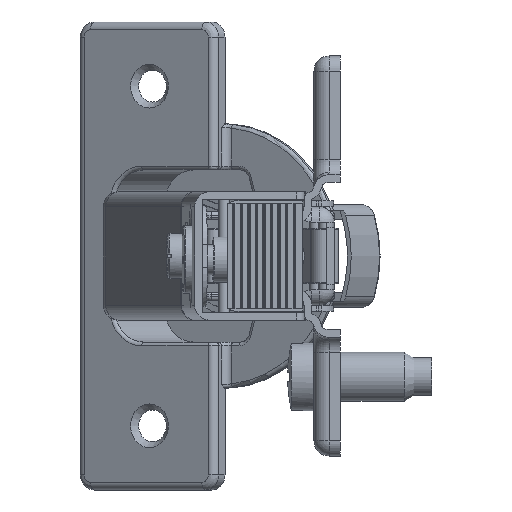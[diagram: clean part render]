
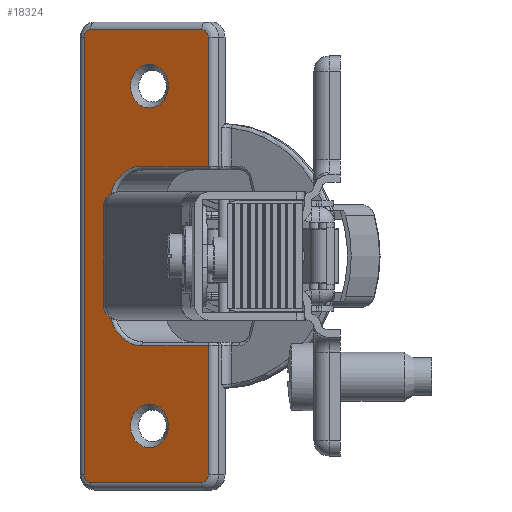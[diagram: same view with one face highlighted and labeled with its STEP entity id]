
A CAD part, left-side view. The second image highlights one B-rep face of the part: STEP entity #18324.
In plain terms, the highlighted face is planar.
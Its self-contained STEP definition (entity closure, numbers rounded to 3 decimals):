
#506=FACE_BOUND('',#6308,.T.);
#507=FACE_BOUND('',#6309,.T.);
#957=PLANE('',#20432);
#2349=LINE('',#32003,#3873);
#2351=LINE('',#32027,#3875);
#2448=LINE('',#32523,#3972);
#2449=LINE('',#32542,#3973);
#2451=LINE('',#32562,#3975);
#2453=LINE('',#32582,#3977);
#2455=LINE('',#32599,#3979);
#3873=VECTOR('',#24684,10.);
#3875=VECTOR('',#24714,10.);
#3972=VECTOR('',#25221,10.);
#3973=VECTOR('',#25232,10.);
#3975=VECTOR('',#25244,10.);
#3977=VECTOR('',#25256,10.);
#3979=VECTOR('',#25266,10.);
#5271=FACE_OUTER_BOUND('',#6307,.T.);
#6307=EDGE_LOOP('',(#16083,#16084,#16085,#16086,#16087,#16088,#16089,#16090,
#16091,#16092,#16093,#16094,#16095,#16096));
#6308=EDGE_LOOP('',(#16097));
#6309=EDGE_LOOP('',(#16098));
#6941=CIRCLE('',#20114,2.9);
#6943=CIRCLE('',#20117,2.9);
#6973=CIRCLE('',#20165,4.9);
#6976=CIRCLE('',#20169,34.9);
#6979=CIRCLE('',#20173,4.9);
#7102=CIRCLE('',#20383,1.);
#7106=CIRCLE('',#20388,1.);
#7110=CIRCLE('',#20393,1.);
#7114=CIRCLE('',#20398,1.);
#8492=VERTEX_POINT('',#31668);
#8494=VERTEX_POINT('',#31674);
#8539=VERTEX_POINT('',#31995);
#8541=VERTEX_POINT('',#32001);
#8543=VERTEX_POINT('',#32007);
#8545=VERTEX_POINT('',#32013);
#8547=VERTEX_POINT('',#32019);
#8549=VERTEX_POINT('',#32025);
#8679=VERTEX_POINT('',#32521);
#8681=VERTEX_POINT('',#32534);
#8683=VERTEX_POINT('',#32540);
#8685=VERTEX_POINT('',#32554);
#8687=VERTEX_POINT('',#32560);
#8689=VERTEX_POINT('',#32574);
#8691=VERTEX_POINT('',#32580);
#8693=VERTEX_POINT('',#32594);
#10877=EDGE_CURVE('',#8492,#8492,#6941,.T.);
#10880=EDGE_CURVE('',#8494,#8494,#6943,.T.);
#10942=EDGE_CURVE('',#8541,#8539,#2349,.T.);
#10945=EDGE_CURVE('',#8543,#8541,#6973,.T.);
#10948=EDGE_CURVE('',#8545,#8543,#6976,.T.);
#10951=EDGE_CURVE('',#8547,#8545,#6979,.T.);
#10954=EDGE_CURVE('',#8549,#8547,#2351,.T.);
#11178=EDGE_CURVE('',#8679,#8549,#2448,.T.);
#11180=EDGE_CURVE('',#8681,#8679,#7102,.T.);
#11183=EDGE_CURVE('',#8683,#8681,#2449,.T.);
#11186=EDGE_CURVE('',#8685,#8683,#7106,.T.);
#11189=EDGE_CURVE('',#8687,#8685,#2451,.T.);
#11192=EDGE_CURVE('',#8689,#8687,#7110,.T.);
#11195=EDGE_CURVE('',#8691,#8689,#2453,.T.);
#11198=EDGE_CURVE('',#8693,#8691,#7114,.T.);
#11200=EDGE_CURVE('',#8539,#8693,#2455,.T.);
#16083=ORIENTED_EDGE('',*,*,#10954,.F.);
#16084=ORIENTED_EDGE('',*,*,#11178,.F.);
#16085=ORIENTED_EDGE('',*,*,#11180,.F.);
#16086=ORIENTED_EDGE('',*,*,#11183,.F.);
#16087=ORIENTED_EDGE('',*,*,#11186,.F.);
#16088=ORIENTED_EDGE('',*,*,#11189,.F.);
#16089=ORIENTED_EDGE('',*,*,#11192,.F.);
#16090=ORIENTED_EDGE('',*,*,#11195,.F.);
#16091=ORIENTED_EDGE('',*,*,#11198,.F.);
#16092=ORIENTED_EDGE('',*,*,#11200,.F.);
#16093=ORIENTED_EDGE('',*,*,#10942,.F.);
#16094=ORIENTED_EDGE('',*,*,#10945,.F.);
#16095=ORIENTED_EDGE('',*,*,#10948,.F.);
#16096=ORIENTED_EDGE('',*,*,#10951,.F.);
#16097=ORIENTED_EDGE('',*,*,#10877,.T.);
#16098=ORIENTED_EDGE('',*,*,#10880,.T.);
#18324=ADVANCED_FACE('',(#5271,#506,#507),#957,.F.);
#20114=AXIS2_PLACEMENT_3D('',#31670,#24570,#24571);
#20117=AXIS2_PLACEMENT_3D('',#31676,#24577,#24578);
#20165=AXIS2_PLACEMENT_3D('',#32009,#24690,#24691);
#20169=AXIS2_PLACEMENT_3D('',#32015,#24698,#24699);
#20173=AXIS2_PLACEMENT_3D('',#32021,#24706,#24707);
#20383=AXIS2_PLACEMENT_3D('',#32536,#25224,#25225);
#20388=AXIS2_PLACEMENT_3D('',#32556,#25236,#25237);
#20393=AXIS2_PLACEMENT_3D('',#32576,#25248,#25249);
#20398=AXIS2_PLACEMENT_3D('',#32596,#25260,#25261);
#20432=AXIS2_PLACEMENT_3D('',#32680,#25357,#25358);
#24570=DIRECTION('center_axis',(-0.104,-0.995,0.));
#24571=DIRECTION('ref_axis',(0.995,-0.104,0.));
#24577=DIRECTION('center_axis',(-0.104,-0.995,0.));
#24578=DIRECTION('ref_axis',(0.995,-0.104,0.));
#24684=DIRECTION('',(-0.995,0.104,0.));
#24690=DIRECTION('center_axis',(0.104,0.995,0.));
#24691=DIRECTION('ref_axis',(0.616,-0.064,-0.785));
#24698=DIRECTION('center_axis',(0.104,0.995,0.));
#24699=DIRECTION('ref_axis',(0.995,-0.104,0.));
#24706=DIRECTION('center_axis',(0.104,0.995,0.));
#24707=DIRECTION('ref_axis',(0.616,-0.064,0.785));
#24714=DIRECTION('',(0.995,-0.104,0.));
#25221=DIRECTION('',(0.,0.,-1.));
#25224=DIRECTION('center_axis',(-0.104,-0.995,0.));
#25225=DIRECTION('ref_axis',(-0.703,0.073,0.707));
#25232=DIRECTION('',(-0.995,0.104,0.));
#25236=DIRECTION('center_axis',(-0.104,-0.995,0.));
#25237=DIRECTION('ref_axis',(0.703,-0.073,0.707));
#25244=DIRECTION('',(0.,0.,1.));
#25248=DIRECTION('center_axis',(-0.104,-0.995,0.));
#25249=DIRECTION('ref_axis',(0.703,-0.073,-0.707));
#25256=DIRECTION('',(0.995,-0.104,0.));
#25260=DIRECTION('center_axis',(-0.104,-0.995,0.));
#25261=DIRECTION('ref_axis',(-0.703,0.073,-0.707));
#25266=DIRECTION('',(0.,0.,-1.));
#25357=DIRECTION('center_axis',(-0.104,-0.995,0.));
#25358=DIRECTION('ref_axis',(0.,0.,-1.));
#31668=CARTESIAN_POINT('',(123.932,-18.515,-22.5));
#31670=CARTESIAN_POINT('Origin',(126.816,-18.816,-22.5));
#31674=CARTESIAN_POINT('',(123.932,-18.515,22.5));
#31676=CARTESIAN_POINT('Origin',(126.816,-18.816,22.5));
#31995=CARTESIAN_POINT('',(117.865,-17.881,-11.9));
#32001=CARTESIAN_POINT('',(127.982,-18.938,-11.9));
#32003=CARTESIAN_POINT('',(121.659,-18.277,-11.9));
#32007=CARTESIAN_POINT('',(132.721,-19.433,-8.143));
#32009=CARTESIAN_POINT('Origin',(127.982,-18.938,-7.));
#32013=CARTESIAN_POINT('',(132.721,-19.433,8.143));
#32015=CARTESIAN_POINT('Origin',(98.968,-15.906,0.));
#32019=CARTESIAN_POINT('',(127.982,-18.938,11.9));
#32021=CARTESIAN_POINT('Origin',(127.982,-18.938,7.));
#32025=CARTESIAN_POINT('',(117.865,-17.881,11.9));
#32027=CARTESIAN_POINT('',(128.271,-18.968,11.9));
#32521=CARTESIAN_POINT('',(117.865,-17.881,29.));
#32523=CARTESIAN_POINT('',(117.865,-17.881,5.7));
#32534=CARTESIAN_POINT('',(118.86,-17.985,30.));
#32536=CARTESIAN_POINT('Origin',(118.86,-17.985,29.));
#32540=CARTESIAN_POINT('',(135.768,-19.752,30.));
#32542=CARTESIAN_POINT('',(123.71,-18.492,30.));
#32554=CARTESIAN_POINT('',(136.762,-19.855,29.));
#32556=CARTESIAN_POINT('Origin',(135.768,-19.752,29.));
#32560=CARTESIAN_POINT('',(136.762,-19.855,-29.));
#32562=CARTESIAN_POINT('',(136.762,-19.855,14.5));
#32574=CARTESIAN_POINT('',(135.768,-19.752,-30.));
#32576=CARTESIAN_POINT('Origin',(135.768,-19.752,-29.));
#32580=CARTESIAN_POINT('',(118.86,-17.985,-30.));
#32582=CARTESIAN_POINT('',(132.164,-19.375,-30.));
#32594=CARTESIAN_POINT('',(117.865,-17.881,-29.));
#32596=CARTESIAN_POINT('Origin',(118.86,-17.985,-29.));
#32599=CARTESIAN_POINT('',(117.865,-17.881,-14.5));
#32680=CARTESIAN_POINT('Origin',(128.561,-18.998,0.));
